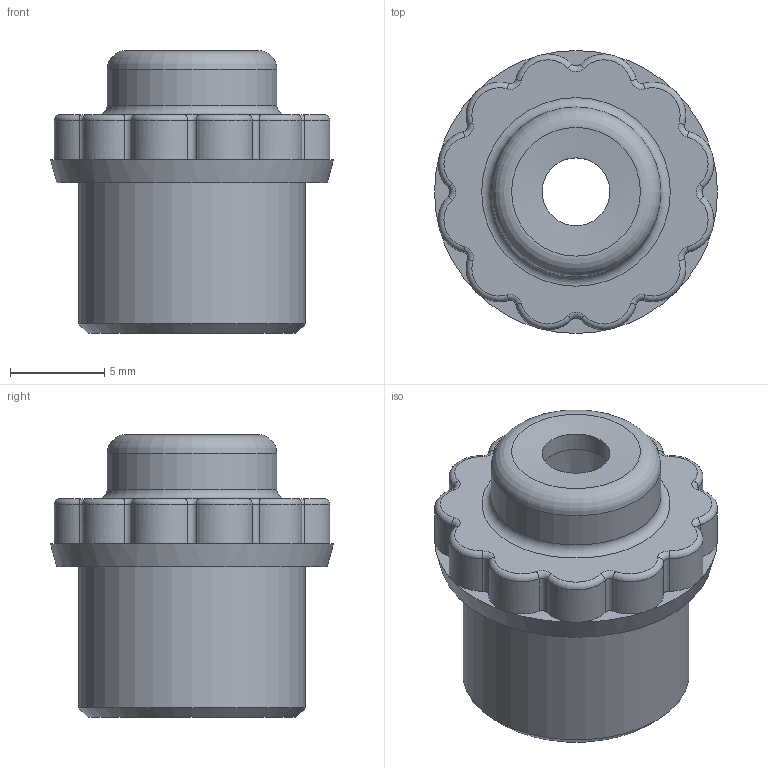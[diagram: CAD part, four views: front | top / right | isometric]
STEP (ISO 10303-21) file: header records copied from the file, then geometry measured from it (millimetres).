
FILE_DESCRIPTION(/* description */ (''),/* implementation_level */ '2;1');
FILE_NAME(/* name */ 'MWN12_3Dsym.stp',/* time_stamp */ '2015-03-16T14:22:56+01:00',/* author */ ('haertel'),/* organization */ ('Fa. Bopla'),/* preprocessor_version */ 'ST-DEVELOPER v15.6',/* originating_system */ 'Autodesk Inventor 2015',/* authorisation */ '');
FILE_SCHEMA (('AUTOMOTIVE_DESIGN { 1 0 10303 214 3 1 1 }'));
Length unit declared in the file: millimetre
Products named in the file (1): MWN12_3Dsym
Bounding box: 15 x 15 x 15 mm (x, y, z)
Volume: 1150.9 mm3; surface area: 1173.4 mm2
Topology: 1 solids, 1 shells, 74 faces, 172 edges, 101 vertices
Faces by surface type: cylinder 27, torus 27, plane 15, cone 5
Full cylindrical faces by diameter (mm): 3.6 x1, 9 x1, 12 x1
Entity records: 2078 total; most frequent: DIRECTION 440, CARTESIAN_POINT 329, ORIENTED_EDGE 314, AXIS2_PLACEMENT_3D 208, EDGE_CURVE 157, CIRCLE 133, VERTEX_POINT 97, EDGE_LOOP 88
